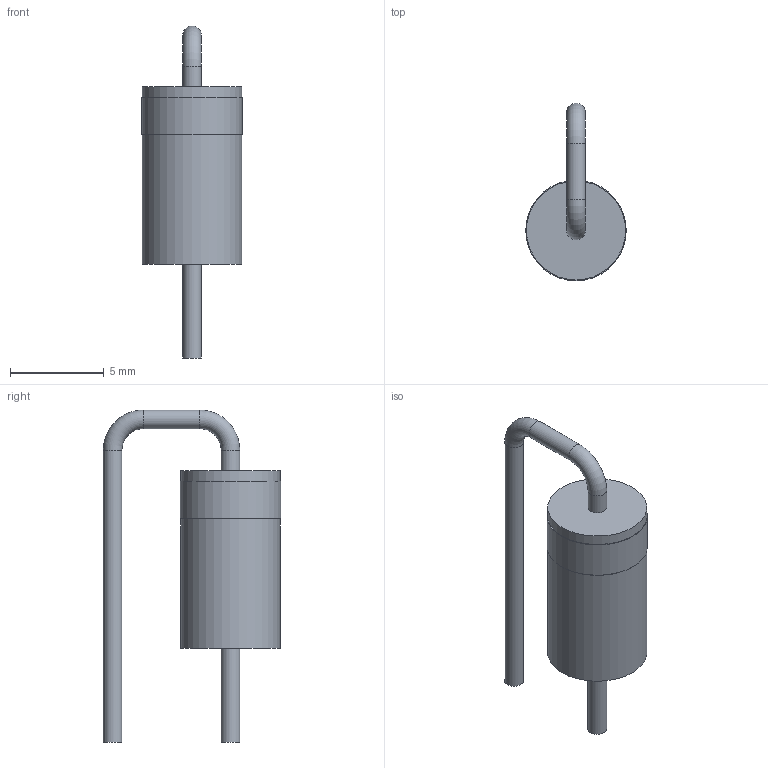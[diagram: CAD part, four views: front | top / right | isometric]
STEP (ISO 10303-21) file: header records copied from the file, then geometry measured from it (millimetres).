
FILE_DESCRIPTION(('FreeCAD Model'),'2;1');
FILE_NAME('DO-201AD_V_6.stp', '2017-11-12T10:46:07',('Author'),(''), 'Open CASCADE STEP processor 6.8','FreeCAD','Unknown');
FILE_SCHEMA(('AUTOMOTIVE_DESIGN_CC2 { 1 2 10303 214 -1 1 5 4 }'));
Length unit declared in the file: millimetre
Products named in the file (5): ASSEMBLY; Pad; Pad001; Pad002; Sweep
Assembly tree (4 placements, depth 2):
  ASSEMBLY
    Pad
    Pad001
    Pad002
    Sweep
Bounding box: 5.37 x 9.49 x 17.75 mm (x, y, z)
Volume: 234.3 mm3; surface area: 367.6 mm2
Topology: 4 solids, 4 shells, 17 faces, 23 edges, 14 vertices
Faces by surface type: plane 8, cylinder 7, torus 2
Full cylindrical faces by diameter (mm): 1 x4, 5.3 x2, 5.371 x1
Entity records: 803 total; most frequent: CARTESIAN_POINT 174, DIRECTION 110, ORIENTED_EDGE 46, PCURVE 46, DEFINITIONAL_REPRESENTATION 46, AXIS2_PLACEMENT_3D 38, LINE 34, VECTOR 34
